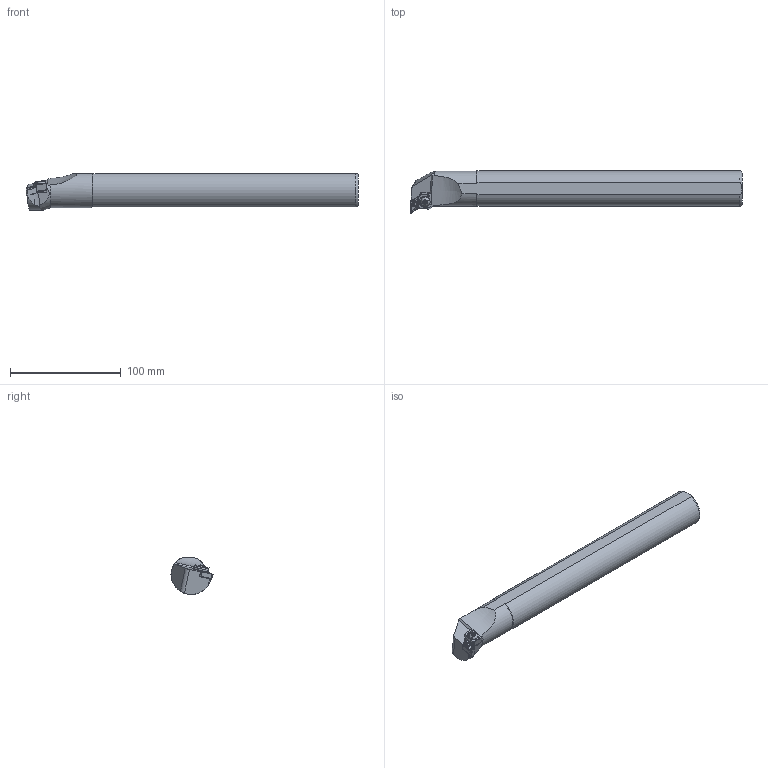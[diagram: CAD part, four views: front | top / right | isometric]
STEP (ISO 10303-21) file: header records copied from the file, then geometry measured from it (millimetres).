
FILE_DESCRIPTION (( 'STEP AP214' ), '1' );
FILE_NAME ('S32T-MDUNR-11-LIGHT.STEP', '2023-10-18T10:06:00', ( '' ), ( '' ), 'SwSTEP 2.0', 'SolidWorks 2018', '' );
FILE_SCHEMA (( 'AUTOMOTIVE_DESIGN' ));
Length unit declared in the file: millimetre
Products named in the file (1): S32T-MDUNR-11-LIGHT
Bounding box: 300 x 38 x 33.25 mm (x, y, z)
Volume: 227538.8 mm3; surface area: 32004.4 mm2
Topology: 2 solids, 2 shells, 209 faces, 543 edges, 345 vertices
Faces by surface type: plane 107, cone 44, cylinder 43, torus 10, bspline 5
Entity records: 10306 total; most frequent: CARTESIAN_POINT 2968, ORIENTED_EDGE 1082, DIRECTION 1004, EDGE_CURVE 541, AXIS2_PLACEMENT_3D 353, VERTEX_POINT 345, LINE 298, VECTOR 298
